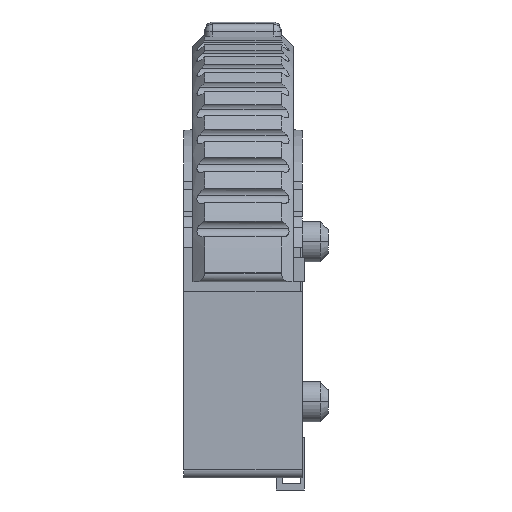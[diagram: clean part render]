
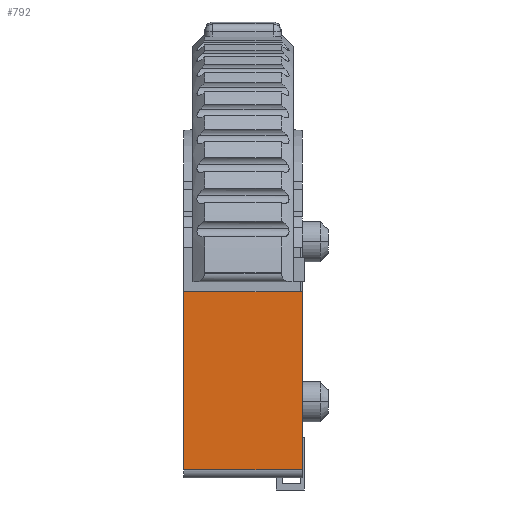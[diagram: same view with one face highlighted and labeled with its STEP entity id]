
A CAD part, left-side view. The second image highlights one B-rep face of the part: STEP entity #792.
In plain terms, the highlighted planar face has unit normal (-1, 0, 0).
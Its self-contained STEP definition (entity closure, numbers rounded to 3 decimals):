
#766 = VERTEX_POINT('',#767);
#767 = CARTESIAN_POINT('',(-5.9,2.95,-3.7));
#774 = EDGE_CURVE('',#766,#775,#777,.T.);
#775 = VERTEX_POINT('',#776);
#776 = CARTESIAN_POINT('',(-5.9,2.95,0.75));
#777 = LINE('',#778,#779);
#778 = CARTESIAN_POINT('',(-5.9,2.95,0.));
#779 = VECTOR('',#780,1.);
#780 = DIRECTION('',(0.,0.,1.));
#792 = ADVANCED_FACE('',(#793),#818,.F.);
#793 = FACE_BOUND('',#794,.T.);
#794 = EDGE_LOOP('',(#795,#805,#811,#812));
#795 = ORIENTED_EDGE('',*,*,#796,.F.);
#796 = EDGE_CURVE('',#797,#799,#801,.T.);
#797 = VERTEX_POINT('',#798);
#798 = CARTESIAN_POINT('',(-5.9,0.,
    0.75));
#799 = VERTEX_POINT('',#800);
#800 = CARTESIAN_POINT('',(-5.9,0.,
    -3.7));
#801 = LINE('',#802,#803);
#802 = CARTESIAN_POINT('',(-5.9,0.,
    0.75));
#803 = VECTOR('',#804,1.);
#804 = DIRECTION('',(0.,0.,-1.));
#805 = ORIENTED_EDGE('',*,*,#806,.F.);
#806 = EDGE_CURVE('',#775,#797,#807,.T.);
#807 = LINE('',#808,#809);
#808 = CARTESIAN_POINT('',(-5.9,0.,
    0.75));
#809 = VECTOR('',#810,1.);
#810 = DIRECTION('',(0.,-1.,-0.));
#811 = ORIENTED_EDGE('',*,*,#774,.F.);
#812 = ORIENTED_EDGE('',*,*,#813,.F.);
#813 = EDGE_CURVE('',#799,#766,#814,.T.);
#814 = LINE('',#815,#816);
#815 = CARTESIAN_POINT('',(-5.9,0.,
    -3.7));
#816 = VECTOR('',#817,1.);
#817 = DIRECTION('',(0.,1.,0.));
#818 = PLANE('',#819);
#819 = AXIS2_PLACEMENT_3D('',#820,#821,#822);
#820 = CARTESIAN_POINT('',(-5.9,0.,
    0.75));
#821 = DIRECTION('',(1.,0.,0.));
#822 = DIRECTION('',(0.,1.,0.));
